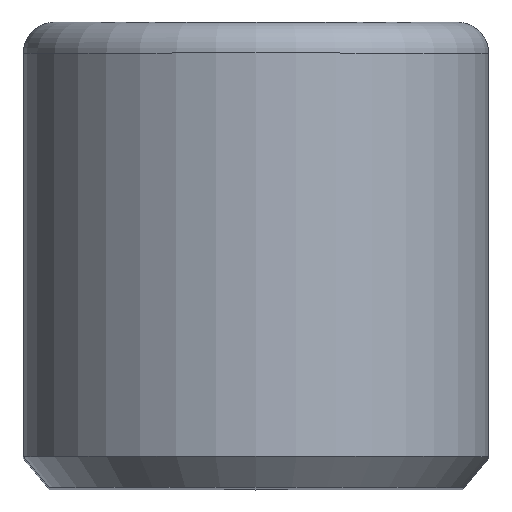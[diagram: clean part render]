
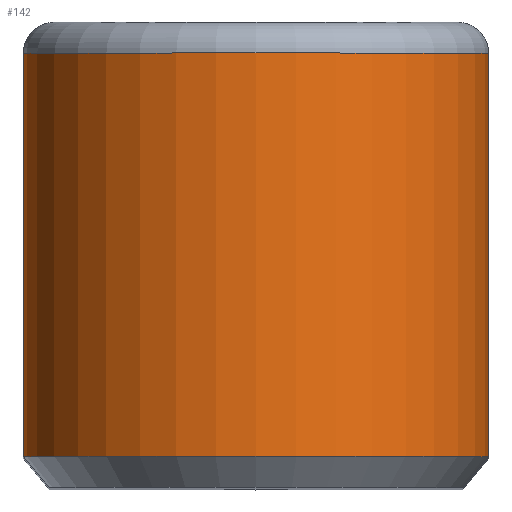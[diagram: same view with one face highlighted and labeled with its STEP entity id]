
A CAD part, top view. The second image highlights one B-rep face of the part: STEP entity #142.
In plain terms, the highlighted cylindrical face has radius 9.525 mm (diameter 19.05 mm), a partial arc.
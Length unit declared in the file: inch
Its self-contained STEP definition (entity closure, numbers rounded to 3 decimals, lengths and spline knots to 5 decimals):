
#105=CYLINDRICAL_SURFACE('',#455,0.375);
#120=FACE_OUTER_BOUND('',#180,.T.);
#142=ADVANCED_FACE('',(#120),#105,.T.);
#180=EDGE_LOOP('',(#252,#253,#254,#255));
#208=CIRCLE('',#453,0.375);
#209=CIRCLE('',#454,0.375);
#252=ORIENTED_EDGE('',*,*,#360,.F.);
#253=ORIENTED_EDGE('',*,*,#374,.T.);
#254=ORIENTED_EDGE('',*,*,#365,.F.);
#255=ORIENTED_EDGE('',*,*,#375,.T.);
#332=VERTEX_POINT('',#626);
#333=VERTEX_POINT('',#628);
#337=VERTEX_POINT('',#643);
#338=VERTEX_POINT('',#644);
#360=EDGE_CURVE('',#332,#333,#400,.T.);
#365=EDGE_CURVE('',#337,#338,#404,.T.);
#374=EDGE_CURVE('',#332,#338,#208,.T.);
#375=EDGE_CURVE('',#337,#333,#209,.T.);
#400=LINE('',#627,#422);
#404=LINE('',#642,#426);
#422=VECTOR('',#512,1.);
#426=VECTOR('',#518,1.);
#453=AXIS2_PLACEMENT_3D('',#665,#532,#533);
#454=AXIS2_PLACEMENT_3D('',#666,#534,#535);
#455=AXIS2_PLACEMENT_3D('',#667,#536,#537);
#512=DIRECTION('',(0.,-1.,0.));
#518=DIRECTION('',(0.,1.,0.));
#532=DIRECTION('',(0.,-1.,0.));
#533=DIRECTION('',(0.,0.,1.));
#534=DIRECTION('',(0.,1.,0.));
#535=DIRECTION('',(0.,0.,-1.));
#536=DIRECTION('',(0.,-1.,0.));
#537=DIRECTION('',(0.,0.,-1.));
#626=CARTESIAN_POINT('',(6.75,-0.3,2.25));
#627=CARTESIAN_POINT('',(6.75,-1.,2.25));
#628=CARTESIAN_POINT('',(6.75,-0.95,2.25));
#642=CARTESIAN_POINT('',(6.,0.,2.25));
#643=CARTESIAN_POINT('',(6.,-0.95,2.25));
#644=CARTESIAN_POINT('',(6.,-0.3,2.25));
#665=CARTESIAN_POINT('',(6.375,-0.3,2.25));
#666=CARTESIAN_POINT('',(6.375,-0.95,2.25));
#667=CARTESIAN_POINT('',(6.375,-1.,2.25));
